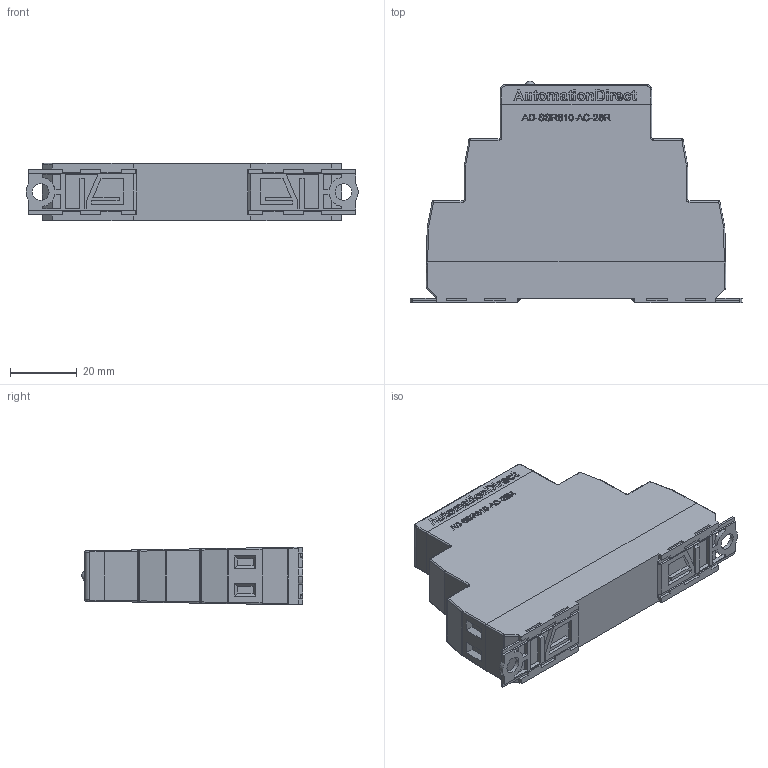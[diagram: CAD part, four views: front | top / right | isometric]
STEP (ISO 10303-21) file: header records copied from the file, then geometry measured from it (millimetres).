
FILE_DESCRIPTION (( 'STEP AP214' ), '1' );
FILE_NAME ('AD-SSR810-AC-28R.STEP', '2013-12-02T13:18:03', ( '' ), ( '' ), 'SwSTEP 2.0', 'SolidWorks 2013', '' );
FILE_SCHEMA (( 'AUTOMOTIVE_DESIGN' ));
Length unit declared in the file: inch
Products named in the file (1): AD-SSR810-AC-28R
Bounding box: 99.65 x 66.45 x 17.4 mm (x, y, z)
Volume: 75457.8 mm3; surface area: 15633.8 mm2
Topology: 1 solids, 1 shells, 843 faces, 2261 edges, 1462 vertices
Faces by surface type: plane 495, bspline 227, cylinder 78, sphere 23, cone 20
Entity records: 47338 total; most frequent: CARTESIAN_POINT 17755, ORIENTED_EDGE 4484, DIRECTION 3176, EDGE_CURVE 2242, VECTOR 1558, LINE 1558, VERTEX_POINT 1456, EDGE_LOOP 926
